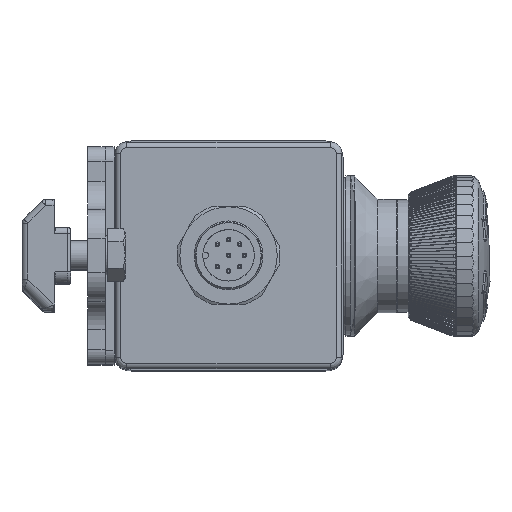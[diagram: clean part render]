
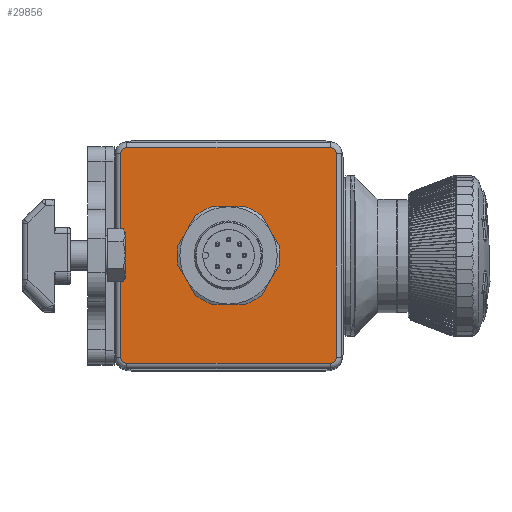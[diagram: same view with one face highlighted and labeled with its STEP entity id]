
A CAD part, top view. The second image highlights one B-rep face of the part: STEP entity #29856.
In plain terms, the highlighted planar face has unit normal (0, 0, 1).
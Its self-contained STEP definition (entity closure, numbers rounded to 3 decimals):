
#1022=FACE_BOUND('',#8802,.T.);
#1504=PLANE('',#32856);
#2650=LINE('',#55525,#4298);
#2655=LINE('',#55554,#4303);
#2660=LINE('',#55584,#4308);
#2664=LINE('',#55608,#4312);
#4298=VECTOR('',#39444,10.);
#4303=VECTOR('',#39467,10.);
#4308=VECTOR('',#39490,10.);
#4312=VECTOR('',#39510,10.);
#6962=FACE_OUTER_BOUND('',#8801,.T.);
#8801=EDGE_LOOP('',(#25013,#25014,#25015,#25016,#25017,#25018,#25019,#25020));
#8802=EDGE_LOOP('',(#25021,#25022,#25023,#25024,#25025,#25026));
#9925=CIRCLE('',#31340,8.5);
#9927=CIRCLE('',#31343,8.5);
#9929=CIRCLE('',#31346,8.5);
#9931=CIRCLE('',#31349,8.5);
#9934=CIRCLE('',#31353,8.5);
#9935=CIRCLE('',#31355,8.5);
#10668=CIRCLE('',#32824,1.);
#10674=CIRCLE('',#32833,1.);
#10681=CIRCLE('',#32843,1.);
#10686=CIRCLE('',#32851,1.);
#12242=VERTEX_POINT('',#47715);
#12248=VERTEX_POINT('',#47736);
#12254=VERTEX_POINT('',#47757);
#12260=VERTEX_POINT('',#47778);
#12266=VERTEX_POINT('',#47799);
#12272=VERTEX_POINT('',#47820);
#13496=VERTEX_POINT('',#55505);
#13499=VERTEX_POINT('',#55510);
#13503=VERTEX_POINT('',#55523);
#13506=VERTEX_POINT('',#55541);
#13509=VERTEX_POINT('',#55552);
#13511=VERTEX_POINT('',#55568);
#13514=VERTEX_POINT('',#55573);
#13518=VERTEX_POINT('',#55599);
#15558=EDGE_CURVE('',#12272,#12266,#9925,.T.);
#15560=EDGE_CURVE('',#12266,#12260,#9927,.T.);
#15562=EDGE_CURVE('',#12260,#12254,#9929,.T.);
#15564=EDGE_CURVE('',#12254,#12248,#9931,.T.);
#15567=EDGE_CURVE('',#12242,#12272,#9934,.T.);
#15568=EDGE_CURVE('',#12248,#12242,#9935,.T.);
#17508=EDGE_CURVE('',#13499,#13496,#10668,.T.);
#17515=EDGE_CURVE('',#13503,#13499,#2650,.T.);
#17520=EDGE_CURVE('',#13506,#13503,#10674,.T.);
#17526=EDGE_CURVE('',#13509,#13506,#2655,.T.);
#17532=EDGE_CURVE('',#13514,#13511,#10681,.T.);
#17537=EDGE_CURVE('',#13496,#13514,#2660,.T.);
#17542=EDGE_CURVE('',#13518,#13509,#10686,.T.);
#17546=EDGE_CURVE('',#13511,#13518,#2664,.T.);
#25013=ORIENTED_EDGE('',*,*,#17508,.F.);
#25014=ORIENTED_EDGE('',*,*,#17515,.F.);
#25015=ORIENTED_EDGE('',*,*,#17520,.F.);
#25016=ORIENTED_EDGE('',*,*,#17526,.F.);
#25017=ORIENTED_EDGE('',*,*,#17542,.F.);
#25018=ORIENTED_EDGE('',*,*,#17546,.F.);
#25019=ORIENTED_EDGE('',*,*,#17532,.F.);
#25020=ORIENTED_EDGE('',*,*,#17537,.F.);
#25021=ORIENTED_EDGE('',*,*,#15558,.T.);
#25022=ORIENTED_EDGE('',*,*,#15560,.T.);
#25023=ORIENTED_EDGE('',*,*,#15562,.T.);
#25024=ORIENTED_EDGE('',*,*,#15564,.T.);
#25025=ORIENTED_EDGE('',*,*,#15568,.T.);
#25026=ORIENTED_EDGE('',*,*,#15567,.T.);
#29856=ADVANCED_FACE('',(#6962,#1022),#1504,.T.);
#31340=AXIS2_PLACEMENT_3D('',#47830,#35962,#35963);
#31343=AXIS2_PLACEMENT_3D('',#47833,#35968,#35969);
#31346=AXIS2_PLACEMENT_3D('',#47836,#35974,#35975);
#31349=AXIS2_PLACEMENT_3D('',#47839,#35980,#35981);
#31353=AXIS2_PLACEMENT_3D('',#47843,#35988,#35989);
#31355=AXIS2_PLACEMENT_3D('',#47845,#35992,#35993);
#32824=AXIS2_PLACEMENT_3D('',#55512,#39429,#39430);
#32833=AXIS2_PLACEMENT_3D('',#55543,#39453,#39454);
#32843=AXIS2_PLACEMENT_3D('',#55575,#39478,#39479);
#32851=AXIS2_PLACEMENT_3D('',#55601,#39499,#39500);
#32856=AXIS2_PLACEMENT_3D('',#55610,#39512,#39513);
#35962=DIRECTION('center_axis',(0.,0.,-1.));
#35963=DIRECTION('ref_axis',(-1.,0.,0.));
#35968=DIRECTION('center_axis',(0.,0.,-1.));
#35969=DIRECTION('ref_axis',(-1.,0.,0.));
#35974=DIRECTION('center_axis',(0.,0.,-1.));
#35975=DIRECTION('ref_axis',(-1.,0.,0.));
#35980=DIRECTION('center_axis',(0.,0.,-1.));
#35981=DIRECTION('ref_axis',(-1.,0.,0.));
#35988=DIRECTION('center_axis',(0.,0.,-1.));
#35989=DIRECTION('ref_axis',(-1.,0.,0.));
#35992=DIRECTION('center_axis',(0.,0.,-1.));
#35993=DIRECTION('ref_axis',(-1.,0.,0.));
#39429=DIRECTION('center_axis',(0.,0.,-1.));
#39430=DIRECTION('ref_axis',(0.707,0.707,0.));
#39444=DIRECTION('',(1.,0.,0.));
#39453=DIRECTION('center_axis',(0.,0.,-1.));
#39454=DIRECTION('ref_axis',(-0.707,0.707,0.));
#39467=DIRECTION('',(0.,1.,0.));
#39478=DIRECTION('center_axis',(0.,0.,-1.));
#39479=DIRECTION('ref_axis',(0.707,-0.707,0.));
#39490=DIRECTION('',(0.,-1.,0.));
#39499=DIRECTION('center_axis',(0.,0.,-1.));
#39500=DIRECTION('ref_axis',(-0.707,-0.707,0.));
#39510=DIRECTION('',(-1.,0.,0.));
#39512=DIRECTION('center_axis',(0.,0.,1.));
#39513=DIRECTION('ref_axis',(0.,-1.,0.));
#47715=CARTESIAN_POINT('',(0.,8.5,4.8));
#47736=CARTESIAN_POINT('',(-7.361,4.25,4.8));
#47757=CARTESIAN_POINT('',(-7.361,-4.25,4.8));
#47778=CARTESIAN_POINT('',(0.,-8.5,4.8));
#47799=CARTESIAN_POINT('',(7.361,-4.25,4.8));
#47820=CARTESIAN_POINT('',(7.361,4.25,4.8));
#47830=CARTESIAN_POINT('Origin',(0.,0.,
4.8));
#47833=CARTESIAN_POINT('Origin',(0.,0.,
4.8));
#47836=CARTESIAN_POINT('Origin',(0.,0.,
4.8));
#47839=CARTESIAN_POINT('Origin',(0.,0.,
4.8));
#47843=CARTESIAN_POINT('Origin',(0.,0.,
4.8));
#47845=CARTESIAN_POINT('Origin',(0.,0.,
4.8));
#55505=CARTESIAN_POINT('',(18.8,17.8,4.8));
#55510=CARTESIAN_POINT('',(17.8,18.8,4.8));
#55512=CARTESIAN_POINT('Origin',(17.8,17.8,4.8));
#55523=CARTESIAN_POINT('',(-17.8,18.8,4.8));
#55525=CARTESIAN_POINT('',(9.9,18.8,4.8));
#55541=CARTESIAN_POINT('',(-18.8,17.8,4.8));
#55543=CARTESIAN_POINT('Origin',(-17.8,17.8,4.8));
#55552=CARTESIAN_POINT('',(-18.8,-17.8,4.8));
#55554=CARTESIAN_POINT('',(-18.8,9.9,4.8));
#55568=CARTESIAN_POINT('',(17.8,-18.8,4.8));
#55573=CARTESIAN_POINT('',(18.8,-17.8,4.8));
#55575=CARTESIAN_POINT('Origin',(17.8,-17.8,4.8));
#55584=CARTESIAN_POINT('',(18.8,-9.9,4.8));
#55599=CARTESIAN_POINT('',(-17.8,-18.8,4.8));
#55601=CARTESIAN_POINT('Origin',(-17.8,-17.8,4.8));
#55608=CARTESIAN_POINT('',(-9.9,-18.8,4.8));
#55610=CARTESIAN_POINT('Origin',(0.,0.,
4.8));
